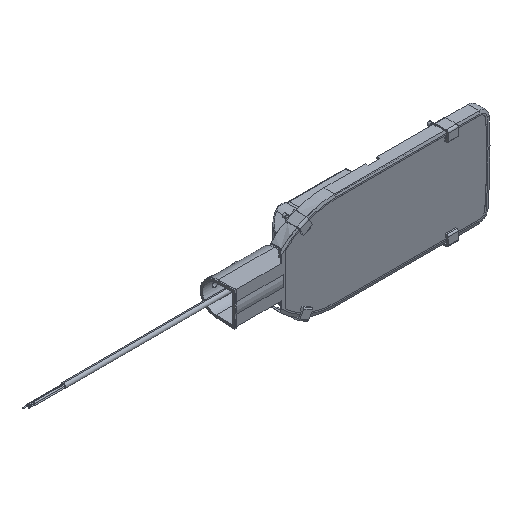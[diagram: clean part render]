
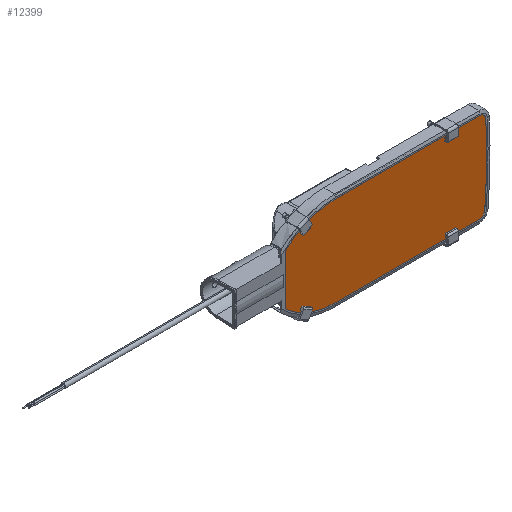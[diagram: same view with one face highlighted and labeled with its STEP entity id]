
A CAD part, isometric view. The second image highlights one B-rep face of the part: STEP entity #12399.
In plain terms, the highlighted planar face has unit normal (0, -1, 0).
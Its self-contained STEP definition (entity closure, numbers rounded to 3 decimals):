
#17 = VERTEX_POINT ( 'NONE', #6123 ) ;
#150 = CARTESIAN_POINT ( 'NONE',  ( -304., 0.1, 37.426 ) ) ;
#256 = DIRECTION ( 'NONE',  ( 0., -1., 0. ) ) ;
#346 = DIRECTION ( 'NONE',  ( 0., -1., 0. ) ) ;
#850 = LINE ( 'NONE', #150, #6939 ) ;
#883 = EDGE_LOOP ( 'NONE', ( #7442, #8108, #17636, #11214, #2387, #6170, #20165, #13140 ) ) ;
#1745 = CARTESIAN_POINT ( 'NONE',  ( -230., 0.1, 66.5 ) ) ;
#1798 = EDGE_CURVE ( 'NONE', #12170, #7849, #13823, .T. ) ;
#1857 = DIRECTION ( 'NONE',  ( 0., 0., -1. ) ) ;
#1890 = DIRECTION ( 'NONE',  ( 0., 0., -1. ) ) ;
#2121 = CIRCLE ( 'NONE', #20114, 9. ) ;
#2387 = ORIENTED_EDGE ( 'NONE', *, *, #5378, .T. ) ;
#2464 = DIRECTION ( 'NONE',  ( 0., 0., -1. ) ) ;
#4001 = CARTESIAN_POINT ( 'NONE',  ( -17.639, 0.1, -57.5 ) ) ;
#4057 = CIRCLE ( 'NONE', #18818, 108.712 ) ;
#4625 = EDGE_CURVE ( 'NONE', #6824, #4637, #14472, .T. ) ;
#4637 = VERTEX_POINT ( 'NONE', #12791 ) ;
#4906 = DIRECTION ( 'NONE',  ( 1., 0., 0. ) ) ;
#5234 = DIRECTION ( 'NONE',  ( 0., 0., -1. ) ) ;
#5378 = EDGE_CURVE ( 'NONE', #9950, #12170, #9620, .T. ) ;
#5519 = CARTESIAN_POINT ( 'NONE',  ( -16.191, 0.1, 66.5 ) ) ;
#5609 = CARTESIAN_POINT ( 'NONE',  ( -17.639, 0.1, -66.5 ) ) ;
#5755 = LINE ( 'NONE', #9581, #12597 ) ;
#5764 = VECTOR ( 'NONE', #13350, 1000. ) ;
#5817 = CARTESIAN_POINT ( 'NONE',  ( -230., 0.1, -42.212 ) ) ;
#6123 = CARTESIAN_POINT ( 'NONE',  ( -304., 0.1, 37.426 ) ) ;
#6170 = ORIENTED_EDGE ( 'NONE', *, *, #1798, .T. ) ;
#6824 = VERTEX_POINT ( 'NONE', #18323 ) ;
#6939 = VECTOR ( 'NONE', #17210, 1000. ) ;
#7442 = ORIENTED_EDGE ( 'NONE', *, *, #18955, .T. ) ;
#7663 = DIRECTION ( 'NONE',  ( 0., -1., 0. ) ) ;
#7849 = VERTEX_POINT ( 'NONE', #9217 ) ;
#8108 = ORIENTED_EDGE ( 'NONE', *, *, #10538, .T. ) ;
#8340 = PLANE ( 'NONE',  #12521 ) ;
#8387 = CARTESIAN_POINT ( 'NONE',  ( -230., 0.1, -42.212 ) ) ;
#9217 = CARTESIAN_POINT ( 'NONE',  ( -7.204, 0.1, 57.985 ) ) ;
#9229 = CARTESIAN_POINT ( 'NONE',  ( -8.667, 0.1, -58.211 ) ) ;
#9351 = EDGE_CURVE ( 'NONE', #4637, #9950, #5755, .T. ) ;
#9581 = CARTESIAN_POINT ( 'NONE',  ( -230., 0.1, -66.5 ) ) ;
#9620 = CIRCLE ( 'NONE', #17613, 9. ) ;
#9950 = VERTEX_POINT ( 'NONE', #5609 ) ;
#10532 = DIRECTION ( 'NONE',  ( 0., 0., -1. ) ) ;
#10538 = EDGE_CURVE ( 'NONE', #17, #6824, #850, .T. ) ;
#10674 = LINE ( 'NONE', #5519, #5764 ) ;
#11214 = ORIENTED_EDGE ( 'NONE', *, *, #9351, .T. ) ;
#11309 = CARTESIAN_POINT ( 'NONE',  ( -230., 0.1, 42.212 ) ) ;
#11534 = CARTESIAN_POINT ( 'NONE',  ( -16.191, 0.1, 66.5 ) ) ;
#11801 = DIRECTION ( 'NONE',  ( 0., -1., 0. ) ) ;
#11882 = DIRECTION ( 'NONE',  ( 0., -1., 0. ) ) ;
#12170 = VERTEX_POINT ( 'NONE', #9229 ) ;
#12350 = DIRECTION ( 'NONE',  ( 0., 0., -1. ) ) ;
#12399 = ADVANCED_FACE ( 'NONE', ( #16092 ), #8340, .T. ) ;
#12521 = AXIS2_PLACEMENT_3D ( 'NONE', #8387, #16247, #5234 ) ;
#12597 = VECTOR ( 'NONE', #4906, 1000. ) ;
#12791 = CARTESIAN_POINT ( 'NONE',  ( -230., 0.1, -66.5 ) ) ;
#13140 = ORIENTED_EDGE ( 'NONE', *, *, #19420, .T. ) ;
#13258 = AXIS2_PLACEMENT_3D ( 'NONE', #13762, #7663, #12350 ) ;
#13350 = DIRECTION ( 'NONE',  ( -1., 0., 0. ) ) ;
#13762 = CARTESIAN_POINT ( 'NONE',  ( -879.933, 0.1, 10.867 ) ) ;
#13823 = CIRCLE ( 'NONE', #13258, 874. ) ;
#14472 = CIRCLE ( 'NONE', #17735, 108.712 ) ;
#16092 = FACE_OUTER_BOUND ( 'NONE', #883, .T. ) ;
#16247 = DIRECTION ( 'NONE',  ( 0., -1., 0. ) ) ;
#16712 = VERTEX_POINT ( 'NONE', #1745 ) ;
#17210 = DIRECTION ( 'NONE',  ( 0., 0., -1. ) ) ;
#17432 = CARTESIAN_POINT ( 'NONE',  ( -16.191, 0.1, 57.5 ) ) ;
#17613 = AXIS2_PLACEMENT_3D ( 'NONE', #4001, #11801, #2464 ) ;
#17636 = ORIENTED_EDGE ( 'NONE', *, *, #4625, .T. ) ;
#17735 = AXIS2_PLACEMENT_3D ( 'NONE', #11309, #346, #1890 ) ;
#18323 = CARTESIAN_POINT ( 'NONE',  ( -304., 0.1, -37.426 ) ) ;
#18818 = AXIS2_PLACEMENT_3D ( 'NONE', #5817, #11882, #10532 ) ;
#18955 = EDGE_CURVE ( 'NONE', #16712, #17, #4057, .T. ) ;
#19127 = EDGE_CURVE ( 'NONE', #7849, #19834, #2121, .T. ) ;
#19420 = EDGE_CURVE ( 'NONE', #19834, #16712, #10674, .T. ) ;
#19834 = VERTEX_POINT ( 'NONE', #11534 ) ;
#20114 = AXIS2_PLACEMENT_3D ( 'NONE', #17432, #256, #1857 ) ;
#20165 = ORIENTED_EDGE ( 'NONE', *, *, #19127, .T. ) ;
